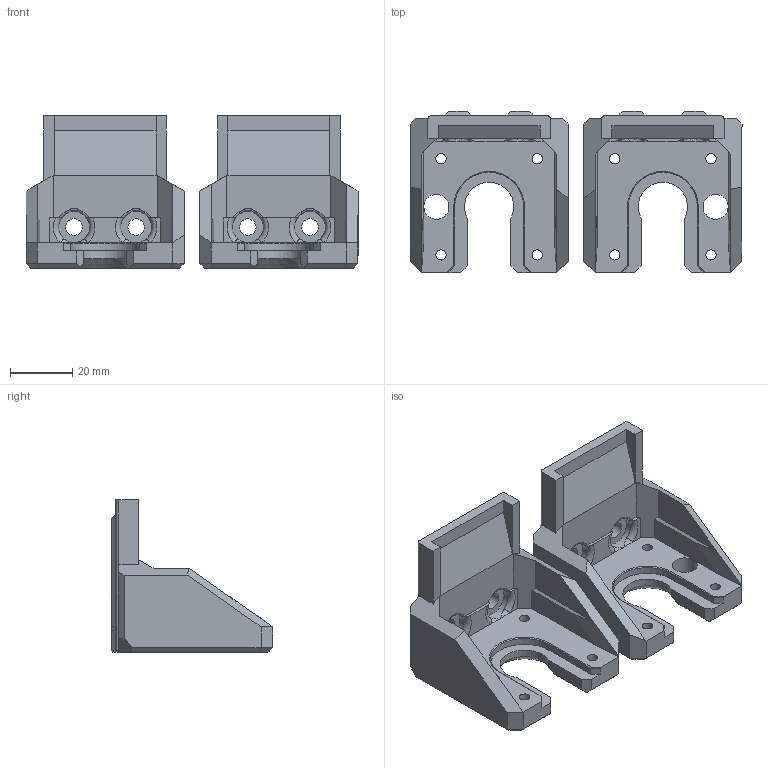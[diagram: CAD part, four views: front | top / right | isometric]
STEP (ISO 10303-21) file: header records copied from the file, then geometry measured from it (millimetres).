
FILE_DESCRIPTION(/* description */ (''),/* implementation_level */ '2;1');
FILE_NAME(/* name */ 'z_motor_mount modded v2.step',/* time_stamp */ '2021-10-01T13:20:43+02:00',/* author */ (''),/* organization */ (''),/* preprocessor_version */ 'ST-DEVELOPER v18.1',/* originating_system */ 'Autodesk Translation Framework v10.10.0.1391',/* authorisation */ '');
FILE_SCHEMA (('AUTOMOTIVE_DESIGN { 1 0 10303 214 3 1 1 }'));
Length unit declared in the file: millimetre
Products named in the file (4): z_motor_mount modded; z_motor_mounts; z_motor_mount(Mirror); z_motor_mount
Assembly tree (3 placements, depth 3):
  z_motor_mount modded
    z_motor_mounts
      z_motor_mount(Mirror)
      z_motor_mount
Bounding box: 107 x 51.9 x 49.1 mm (x, y, z)
Volume: 64311.4 mm3; surface area: 25979.2 mm2
Topology: 2 solids, 10 shells, 520 faces, 1382 edges, 874 vertices
Faces by surface type: plane 408, cylinder 46, cone 42, torus 16, bspline 8
Full cylindrical faces by diameter (mm): 3.3 x8, 5.8 x8, 8.085 x2
Entity records: 16324 total; most frequent: CARTESIAN_POINT 3463, ORIENTED_EDGE 2748, DIRECTION 2534, EDGE_CURVE 1374, LINE 1036, VECTOR 1036, VERTEX_POINT 874, AXIS2_PLACEMENT_3D 749
